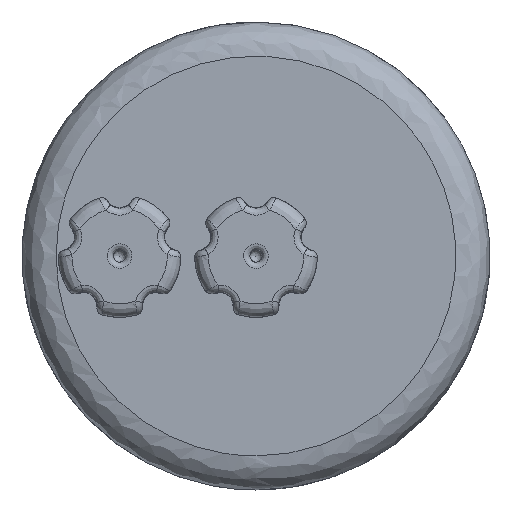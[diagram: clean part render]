
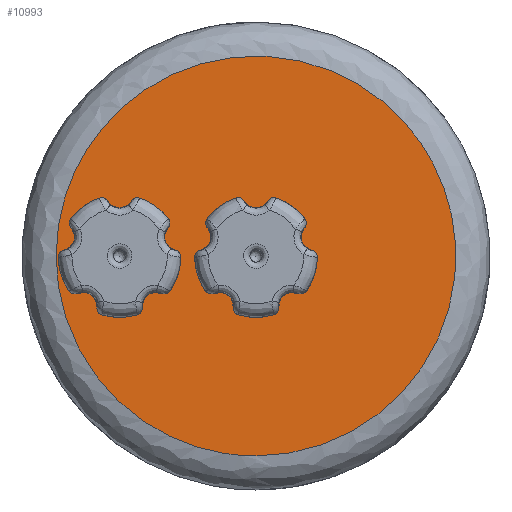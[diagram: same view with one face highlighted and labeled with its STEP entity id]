
A CAD part, front view. The second image highlights one B-rep face of the part: STEP entity #10993.
In plain terms, the highlighted free-form (B-spline) face has degree [1, 1] with [2, 2] control points.
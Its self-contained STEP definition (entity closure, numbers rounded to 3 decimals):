
#10993 = ADVANCED_FACE('',(#10994,#11008,#11022),#11036,.T.);
#10994 = FACE_BOUND('',#10995,.T.);
#10995 = EDGE_LOOP('',(#10996));
#10996 = ORIENTED_EDGE('',*,*,#10997,.F.);
#10997 = EDGE_CURVE('',#10998,#10998,#11000,.T.);
#10998 = VERTEX_POINT('',#10999);
#10999 = CARTESIAN_POINT('',(363.063,-14.515,
    -10.161));
#11000 = ( BOUNDED_CURVE() B_SPLINE_CURVE(2,(#11001,#11002,#11003,#11004
    ,#11005,#11006,#11007),.UNSPECIFIED.,.T.,.F.) 
B_SPLINE_CURVE_WITH_KNOTS((1,2,2,2,2,1),(-2.094,0.,
    2.094,4.189,6.283,8.378),
.UNSPECIFIED.) CURVE() GEOMETRIC_REPRESENTATION_ITEM() 
RATIONAL_B_SPLINE_CURVE((1.,0.5,1.,0.5,1.,0.5,1.)) REPRESENTATION_ITEM(
  '') );
#11001 = CARTESIAN_POINT('',(363.063,-14.515,
    -10.161));
#11002 = CARTESIAN_POINT('',(380.661,-14.515,
    -10.161));
#11003 = CARTESIAN_POINT('',(371.862,-14.515,
    5.08));
#11004 = CARTESIAN_POINT('',(363.063,-14.515,
    20.321));
#11005 = CARTESIAN_POINT('',(354.263,-14.515,
    5.08));
#11006 = CARTESIAN_POINT('',(345.464,-14.515,
    -10.161));
#11007 = CARTESIAN_POINT('',(363.063,-14.515,
    -10.161));
#11008 = FACE_BOUND('',#11009,.T.);
#11009 = EDGE_LOOP('',(#11010));
#11010 = ORIENTED_EDGE('',*,*,#11011,.F.);
#11011 = EDGE_CURVE('',#11012,#11012,#11014,.T.);
#11012 = VERTEX_POINT('',#11013);
#11013 = CARTESIAN_POINT('',(334.033,-14.515,
    -10.161));
#11014 = ( BOUNDED_CURVE() B_SPLINE_CURVE(2,(#11015,#11016,#11017,#11018
    ,#11019,#11020,#11021),.UNSPECIFIED.,.T.,.F.) 
B_SPLINE_CURVE_WITH_KNOTS((1,2,2,2,2,1),(-2.094,0.,
    2.094,4.189,6.283,8.378),
.UNSPECIFIED.) CURVE() GEOMETRIC_REPRESENTATION_ITEM() 
RATIONAL_B_SPLINE_CURVE((1.,0.5,1.,0.5,1.,0.5,1.)) REPRESENTATION_ITEM(
  '') );
#11015 = CARTESIAN_POINT('',(334.033,-14.515,
    -10.161));
#11016 = CARTESIAN_POINT('',(351.631,-14.515,
    -10.161));
#11017 = CARTESIAN_POINT('',(342.832,-14.515,
    5.08));
#11018 = CARTESIAN_POINT('',(334.033,-14.515,
    20.321));
#11019 = CARTESIAN_POINT('',(325.233,-14.515,
    5.08));
#11020 = CARTESIAN_POINT('',(316.434,-14.515,
    -10.161));
#11021 = CARTESIAN_POINT('',(334.033,-14.515,
    -10.161));
#11022 = FACE_BOUND('',#11023,.T.);
#11023 = EDGE_LOOP('',(#11024));
#11024 = ORIENTED_EDGE('',*,*,#11025,.T.);
#11025 = EDGE_CURVE('',#11026,#11026,#11028,.T.);
#11026 = VERTEX_POINT('',#11027);
#11027 = CARTESIAN_POINT('',(363.063,-14.515,
    -42.529));
#11028 = ( BOUNDED_CURVE() B_SPLINE_CURVE(2,(#11029,#11030,#11031,#11032
    ,#11033,#11034,#11035),.UNSPECIFIED.,.T.,.F.) 
B_SPLINE_CURVE_WITH_KNOTS((1,2,2,2,2,1),(-2.094,0.,
    2.094,4.189,6.283,8.378),
.UNSPECIFIED.) CURVE() GEOMETRIC_REPRESENTATION_ITEM() 
RATIONAL_B_SPLINE_CURVE((1.,0.5,1.,0.5,1.,0.5,1.)) REPRESENTATION_ITEM(
  '') );
#11029 = CARTESIAN_POINT('',(363.063,-14.515,
    -42.529));
#11030 = CARTESIAN_POINT('',(436.726,-14.515,
    -42.529));
#11031 = CARTESIAN_POINT('',(399.894,-14.515,
    21.265));
#11032 = CARTESIAN_POINT('',(363.063,-14.515,
    85.058));
#11033 = CARTESIAN_POINT('',(326.231,-14.515,
    21.265));
#11034 = CARTESIAN_POINT('',(289.4,-14.515,
    -42.529));
#11035 = CARTESIAN_POINT('',(363.063,-14.515,
    -42.529));
#11036 = B_SPLINE_SURFACE_WITH_KNOTS('',1,1,(
    (#11037,#11038)
    ,(#11039,#11040
  )),.UNSPECIFIED.,.F.,.F.,.F.,(2,2),(2,2),(-29.3,29.3),(-12.15,46.45),
  .PIECEWISE_BEZIER_KNOTS.);
#11037 = CARTESIAN_POINT('',(320.534,-14.515,
    42.529));
#11038 = CARTESIAN_POINT('',(405.592,-14.515,
    42.529));
#11039 = CARTESIAN_POINT('',(320.534,-14.515,
    -42.529));
#11040 = CARTESIAN_POINT('',(405.592,-14.515,
    -42.529));
